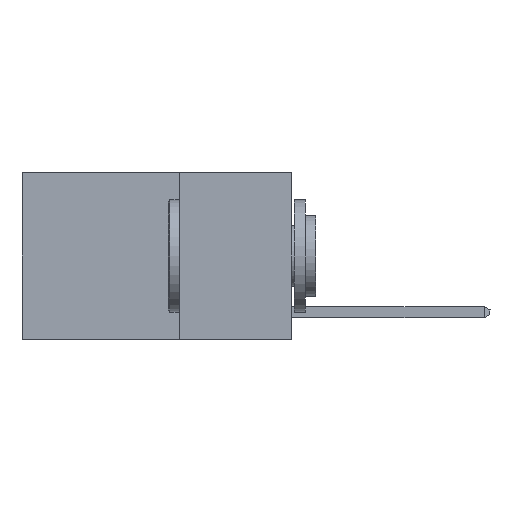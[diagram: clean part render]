
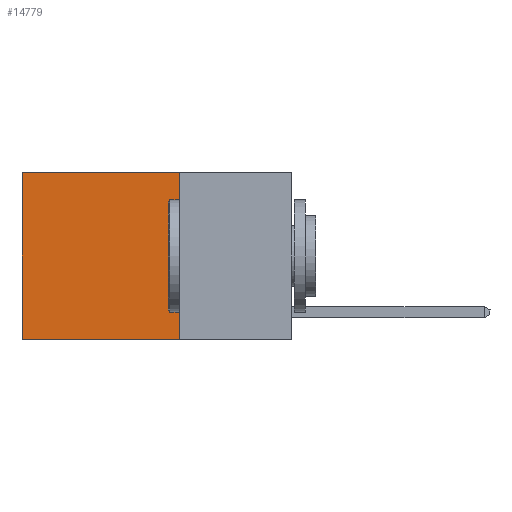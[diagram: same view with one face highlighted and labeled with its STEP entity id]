
A CAD part, left-side view. The second image highlights one B-rep face of the part: STEP entity #14779.
In plain terms, the highlighted planar face has unit normal (-1, 0, 0).
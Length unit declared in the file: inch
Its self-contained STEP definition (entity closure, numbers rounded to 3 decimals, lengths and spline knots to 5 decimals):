
#210 = ORIENTED_EDGE ( 'NONE', *, *, #18773, .T. ) ;
#544 = VERTEX_POINT ( 'NONE', #3530 ) ;
#887 = CARTESIAN_POINT ( 'NONE',  ( 0.2625, 0.6, 0. ) ) ;
#1229 = DIRECTION ( 'NONE',  ( 1., 0., 0. ) ) ;
#1283 = ORIENTED_EDGE ( 'NONE', *, *, #11436, .T. ) ;
#2492 = CARTESIAN_POINT ( 'NONE',  ( 0.2625, 0.6, -0.37 ) ) ;
#2635 = DIRECTION ( 'NONE',  ( 0., 1., 0. ) ) ;
#3030 = LINE ( 'NONE', #18742, #12421 ) ;
#3219 = CARTESIAN_POINT ( 'NONE',  ( 0.2625, 0.6, 0. ) ) ;
#3530 = CARTESIAN_POINT ( 'NONE',  ( 0.2625, 0.25, 0. ) ) ;
#5436 = FACE_OUTER_BOUND ( 'NONE', #10010, .T. ) ;
#6725 = DIRECTION ( 'NONE',  ( 0., 0., -1. ) ) ;
#7642 = CARTESIAN_POINT ( 'NONE',  ( 0.2625, 0.25, 0. ) ) ;
#10010 = EDGE_LOOP ( 'NONE', ( #1283, #14438, #10970, #210 ) ) ;
#10124 = DIRECTION ( 'NONE',  ( 0., 0., -1. ) ) ;
#10970 = ORIENTED_EDGE ( 'NONE', *, *, #11994, .F. ) ;
#11158 = VECTOR ( 'NONE', #6725, 39.37008 ) ;
#11436 = EDGE_CURVE ( 'NONE', #18867, #14152, #13987, .T. ) ;
#11449 = CARTESIAN_POINT ( 'NONE',  ( 0.2625, 0.25, -0.37 ) ) ;
#11842 = DIRECTION ( 'NONE',  ( 0., 1., 0. ) ) ;
#11994 = EDGE_CURVE ( 'NONE', #544, #13134, #3030, .T. ) ;
#12421 = VECTOR ( 'NONE', #10124, 39.37008 ) ;
#13134 = VERTEX_POINT ( 'NONE', #14233 ) ;
#13709 = VECTOR ( 'NONE', #2635, 39.37008 ) ;
#13987 = LINE ( 'NONE', #887, #11158 ) ;
#14152 = VERTEX_POINT ( 'NONE', #2492 ) ;
#14233 = CARTESIAN_POINT ( 'NONE',  ( 0.2625, 0.25, -0.37 ) ) ;
#14427 = DIRECTION ( 'NONE',  ( 0., 0., -1. ) ) ;
#14438 = ORIENTED_EDGE ( 'NONE', *, *, #16573, .F. ) ;
#14779 = ADVANCED_FACE ( 'NONE', ( #5436 ), #17200, .F. ) ;
#15733 = LINE ( 'NONE', #11449, #13709 ) ;
#16071 = AXIS2_PLACEMENT_3D ( 'NONE', #18648, #1229, #14427 ) ;
#16573 = EDGE_CURVE ( 'NONE', #13134, #14152, #15733, .T. ) ;
#16819 = VECTOR ( 'NONE', #11842, 39.37008 ) ;
#17200 = PLANE ( 'NONE',  #16071 ) ;
#17377 = LINE ( 'NONE', #7642, #16819 ) ;
#18648 = CARTESIAN_POINT ( 'NONE',  ( 0.2625, 0.25, 0. ) ) ;
#18742 = CARTESIAN_POINT ( 'NONE',  ( 0.2625, 0.25, 0. ) ) ;
#18773 = EDGE_CURVE ( 'NONE', #544, #18867, #17377, .T. ) ;
#18867 = VERTEX_POINT ( 'NONE', #3219 ) ;
